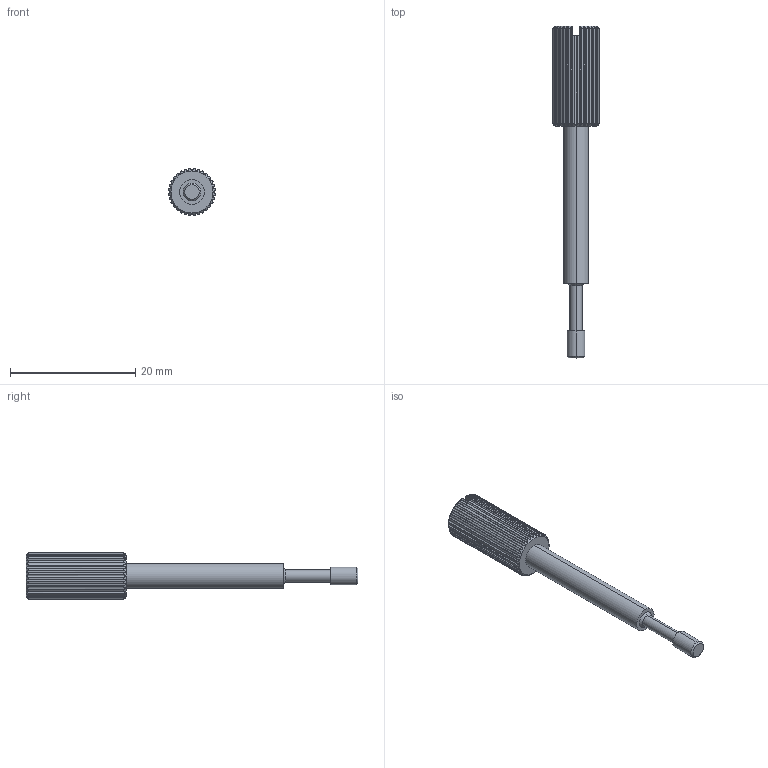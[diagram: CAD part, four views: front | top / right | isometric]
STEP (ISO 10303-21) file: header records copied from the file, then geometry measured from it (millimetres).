
FILE_DESCRIPTION (( 'STEP AP214' ), '1' );
FILE_NAME ('TS-CS2N37.STEP', '2013-11-26T16:16:18', ( 'x' ), ( '' ), 'SwSTEP 2.0', 'SolidWorks 2012', '' );
FILE_SCHEMA (( 'AUTOMOTIVE_DESIGN' ));
Length unit declared in the file: inch
Products named in the file (1): TS-CS2N37
Bounding box: 7.46 x 53.09 x 7.46 mm (x, y, z)
Volume: 1003.8 mm3; surface area: 1034.9 mm2
Topology: 1 solids, 1 shells, 166 faces, 478 edges, 317 vertices
Faces by surface type: cylinder 85, plane 73, cone 8
Entity records: 6237 total; most frequent: CARTESIAN_POINT 2186, ORIENTED_EDGE 956, DIRECTION 683, EDGE_CURVE 478, VERTEX_POINT 317, AXIS2_PLACEMENT_3D 258, B_SPLINE_CURVE_WITH_KNOTS 220, EDGE_LOOP 169
